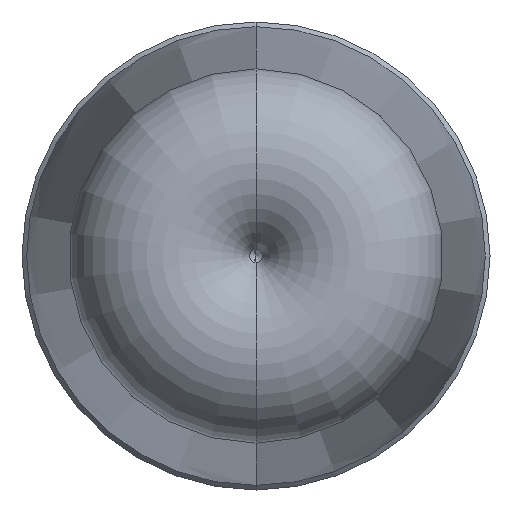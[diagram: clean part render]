
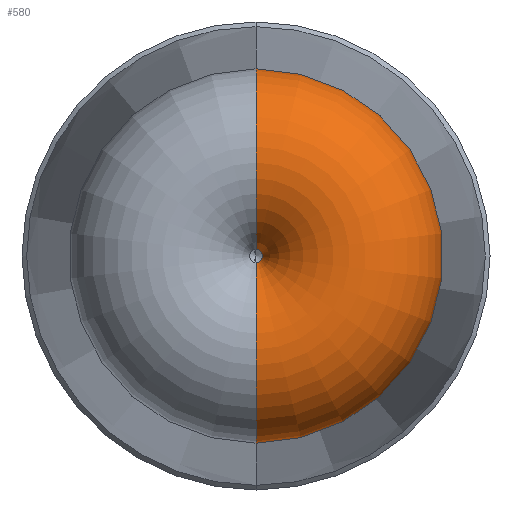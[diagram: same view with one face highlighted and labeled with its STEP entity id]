
A CAD part, front view. The second image highlights one B-rep face of the part: STEP entity #580.
In plain terms, the highlighted toroidal (fillet/blend) face has major radius 5 mm and minor radius 5 mm.
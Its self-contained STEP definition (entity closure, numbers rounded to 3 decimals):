
#28 = CARTESIAN_POINT ( 'NONE',  ( 0., 5., 0. ) ) ;
#42 = DIRECTION ( 'NONE',  ( 0., 0., -1. ) ) ;
#46 = CIRCLE ( 'NONE', #381, 5. ) ;
#48 = CARTESIAN_POINT ( 'NONE',  ( 0., 5., -5. ) ) ;
#49 = CARTESIAN_POINT ( 'NONE',  ( 0., 8., 0. ) ) ;
#50 = VERTEX_POINT ( 'NONE', #254 ) ;
#88 = CARTESIAN_POINT ( 'NONE',  ( 0., 8., -9. ) ) ;
#91 = AXIS2_PLACEMENT_3D ( 'NONE', #49, #605, #42 ) ;
#126 = ORIENTED_EDGE ( 'NONE', *, *, #427, .T. ) ;
#143 = AXIS2_PLACEMENT_3D ( 'NONE', #212, #249, #207 ) ;
#151 = CIRCLE ( 'NONE', #388, 0.35 ) ;
#167 = ORIENTED_EDGE ( 'NONE', *, *, #237, .T. ) ;
#174 = CIRCLE ( 'NONE', #91, 9. ) ;
#207 = DIRECTION ( 'NONE',  ( 0., 0., 1. ) ) ;
#212 = CARTESIAN_POINT ( 'NONE',  ( 0., 5., 5. ) ) ;
#237 = EDGE_CURVE ( 'NONE', #50, #259, #46, .T. ) ;
#246 = EDGE_CURVE ( 'NONE', #359, #259, #174, .T. ) ;
#249 = DIRECTION ( 'NONE',  ( -1., 0., 0. ) ) ;
#254 = CARTESIAN_POINT ( 'NONE',  ( 0., 3.163, -0.35 ) ) ;
#259 = VERTEX_POINT ( 'NONE', #88 ) ;
#269 = ORIENTED_EDGE ( 'NONE', *, *, #246, .F. ) ;
#276 = DIRECTION ( 'NONE',  ( 0., 0., -1. ) ) ;
#293 = DIRECTION ( 'NONE',  ( 0., 1., 0. ) ) ;
#295 = DIRECTION ( 'NONE',  ( 1., 0., 0. ) ) ;
#301 = VERTEX_POINT ( 'NONE', #484 ) ;
#313 = CIRCLE ( 'NONE', #143, 5. ) ;
#345 = FACE_OUTER_BOUND ( 'NONE', #469, .T. ) ;
#359 = VERTEX_POINT ( 'NONE', #386 ) ;
#377 = AXIS2_PLACEMENT_3D ( 'NONE', #28, #501, #409 ) ;
#381 = AXIS2_PLACEMENT_3D ( 'NONE', #48, #428, #276 ) ;
#386 = CARTESIAN_POINT ( 'NONE',  ( 0., 8., 9. ) ) ;
#388 = AXIS2_PLACEMENT_3D ( 'NONE', #581, #293, #295 ) ;
#409 = DIRECTION ( 'NONE',  ( 0., 0., 1. ) ) ;
#427 = EDGE_CURVE ( 'NONE', #301, #50, #151, .T. ) ;
#428 = DIRECTION ( 'NONE',  ( 1., 0., 0. ) ) ;
#469 = EDGE_LOOP ( 'NONE', ( #126, #167, #269, #502 ) ) ;
#484 = CARTESIAN_POINT ( 'NONE',  ( 0., 3.163, 0.35 ) ) ;
#501 = DIRECTION ( 'NONE',  ( 0., 1., 0. ) ) ;
#502 = ORIENTED_EDGE ( 'NONE', *, *, #521, .F. ) ;
#521 = EDGE_CURVE ( 'NONE', #301, #359, #313, .T. ) ;
#526 = TOROIDAL_SURFACE ( 'NONE', #377, 5., 5. ) ;
#580 = ADVANCED_FACE ( 'NONE', ( #345 ), #526, .T. ) ;
#581 = CARTESIAN_POINT ( 'NONE',  ( 0., 3.163, 0. ) ) ;
#605 = DIRECTION ( 'NONE',  ( 0., 1., 0. ) ) ;
